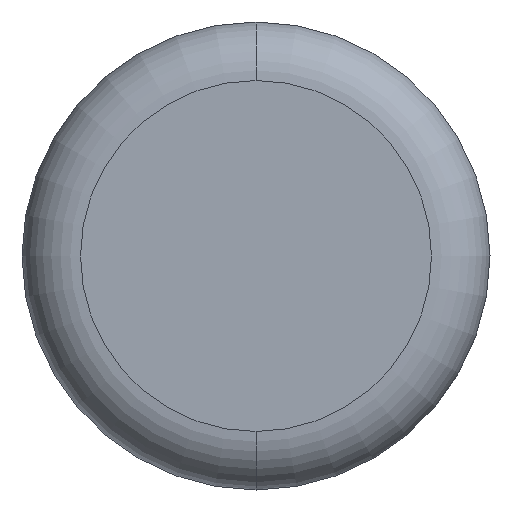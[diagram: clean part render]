
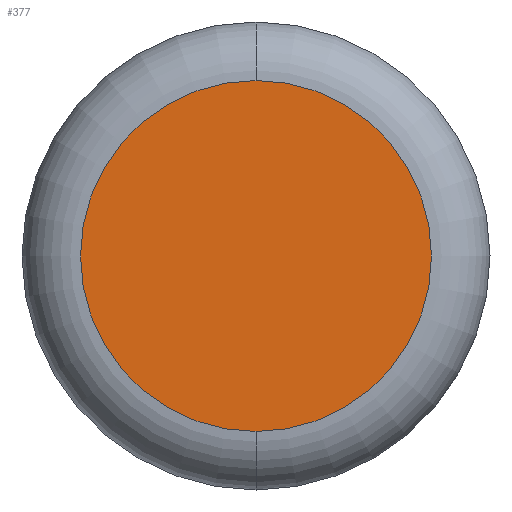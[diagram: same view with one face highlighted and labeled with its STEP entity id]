
A CAD part, front view. The second image highlights one B-rep face of the part: STEP entity #377.
In plain terms, the highlighted planar face has unit normal (0, -1, 0).
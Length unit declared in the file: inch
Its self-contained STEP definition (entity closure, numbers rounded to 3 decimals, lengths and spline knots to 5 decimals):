
#16 = FACE_OUTER_BOUND ( 'NONE', #191, .T. ) ;
#27 = EDGE_CURVE ( 'NONE', #116, #176, #106, .T. ) ;
#32 = CARTESIAN_POINT ( 'NONE',  ( 0., 0., 0. ) ) ;
#75 = DIRECTION ( 'NONE',  ( 0., -1., 0. ) ) ;
#92 = DIRECTION ( 'NONE',  ( 0., -1., 0. ) ) ;
#106 = CIRCLE ( 'NONE', #197, 0.375 ) ;
#116 = VERTEX_POINT ( 'NONE', #371 ) ;
#137 = CIRCLE ( 'NONE', #358, 0.375 ) ;
#140 = PLANE ( 'NONE',  #254 ) ;
#176 = VERTEX_POINT ( 'NONE', #270 ) ;
#188 = DIRECTION ( 'NONE',  ( 0., 0., -1. ) ) ;
#191 = EDGE_LOOP ( 'NONE', ( #215, #237 ) ) ;
#197 = AXIS2_PLACEMENT_3D ( 'NONE', #346, #75, #188 ) ;
#215 = ORIENTED_EDGE ( 'NONE', *, *, #27, .T. ) ;
#237 = ORIENTED_EDGE ( 'NONE', *, *, #307, .T. ) ;
#251 = DIRECTION ( 'NONE',  ( 0., -1., 0. ) ) ;
#254 = AXIS2_PLACEMENT_3D ( 'NONE', #384, #251, #389 ) ;
#270 = CARTESIAN_POINT ( 'NONE',  ( 0., 0., 0.375 ) ) ;
#295 = DIRECTION ( 'NONE',  ( 0., 0., -1. ) ) ;
#307 = EDGE_CURVE ( 'NONE', #176, #116, #137, .T. ) ;
#346 = CARTESIAN_POINT ( 'NONE',  ( 0., 0., 0. ) ) ;
#358 = AXIS2_PLACEMENT_3D ( 'NONE', #32, #92, #295 ) ;
#371 = CARTESIAN_POINT ( 'NONE',  ( 0., 0., -0.375 ) ) ;
#377 = ADVANCED_FACE ( 'NONE', ( #16 ), #140, .T. ) ;
#384 = CARTESIAN_POINT ( 'NONE',  ( 0., 0., 0. ) ) ;
#389 = DIRECTION ( 'NONE',  ( 0., 0., -1. ) ) ;
